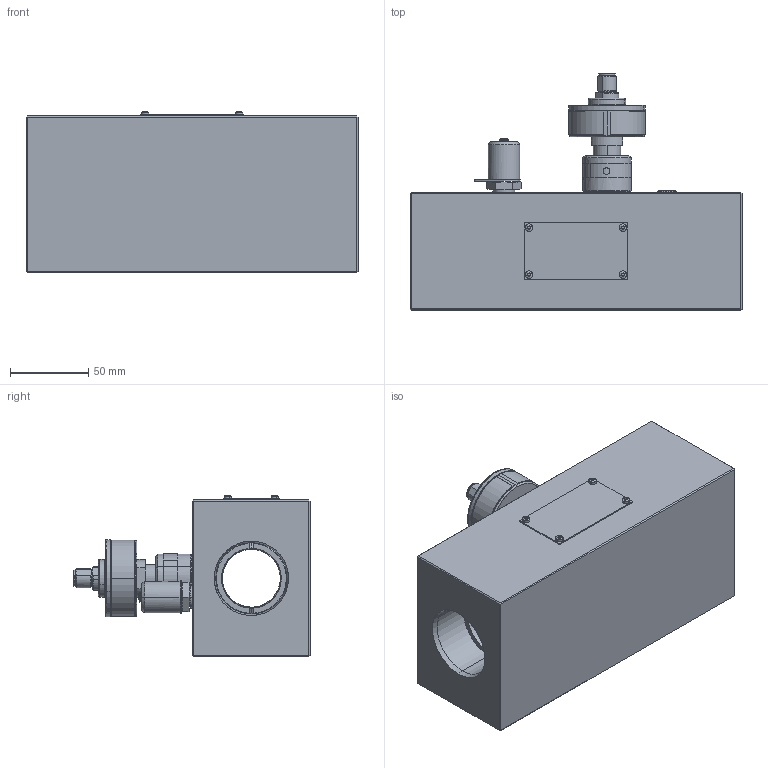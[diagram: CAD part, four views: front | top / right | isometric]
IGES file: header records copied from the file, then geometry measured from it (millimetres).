
Start section: SolidWorks IGES file using analytic representation for surfaces
Global section: file name: ECA'FT9506-07 CT800-MA-S-S-7.IGS; native system: SolidWorks 2022; preprocessor: SolidWorks 2022; author: afp; date: 230731.103649; units: millimetre
Bounding box: 212 x 150.8 x 102.92 mm (x, y, z)
Surface area: 122426.8 mm2 (no closed solid volume)
Topology: 0 solids, 0 shells, 312 faces, 4397 edges, 4397 vertices
Faces by surface type: bspline 174, revolution 138
